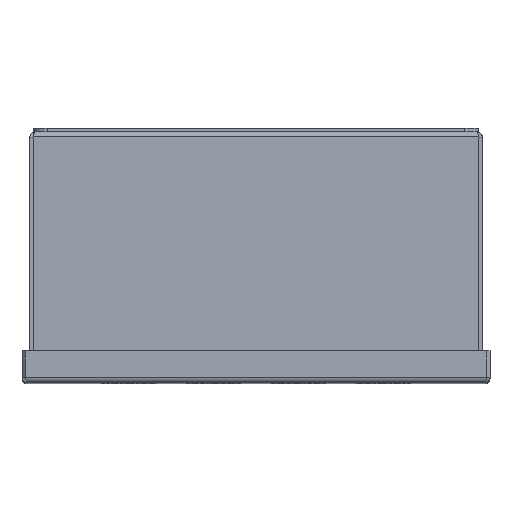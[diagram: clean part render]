
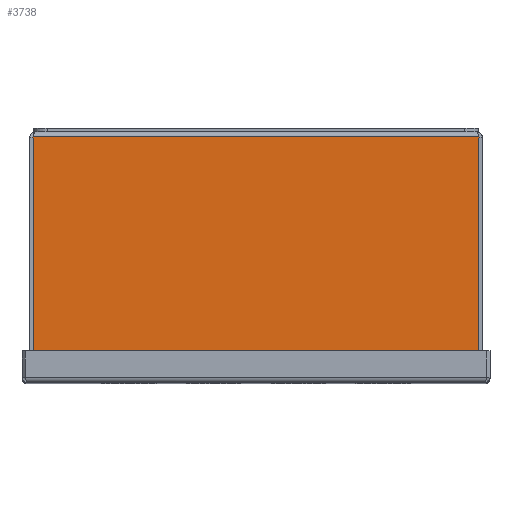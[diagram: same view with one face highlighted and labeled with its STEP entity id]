
A CAD part, top view. The second image highlights one B-rep face of the part: STEP entity #3738.
In plain terms, the highlighted planar face has unit normal (0, 0, 1).
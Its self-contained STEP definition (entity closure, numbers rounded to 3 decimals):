
#3738 = ADVANCED_FACE( '', ( #7987 ), #7988, .F. );
#7987 = FACE_OUTER_BOUND( '', #13260, .T. );
#7988 = PLANE( '', #13261 );
#13260 = EDGE_LOOP( '', ( #26101, #26102, #26103, #26104, #26105, #26106, #26107, #26108, #26109, #26110 ) );
#13261 = AXIS2_PLACEMENT_3D( '', #26111, #26112, #26113 );
#26101 = ORIENTED_EDGE( '', *, *, #36575, .F. );
#26102 = ORIENTED_EDGE( '', *, *, #35745, .T. );
#26103 = ORIENTED_EDGE( '', *, *, #36576, .T. );
#26104 = ORIENTED_EDGE( '', *, *, #36536, .F. );
#26105 = ORIENTED_EDGE( '', *, *, #33114, .T. );
#26106 = ORIENTED_EDGE( '', *, *, #35947, .T. );
#26107 = ORIENTED_EDGE( '', *, *, #35136, .T. );
#26108 = ORIENTED_EDGE( '', *, *, #36577, .F. );
#26109 = ORIENTED_EDGE( '', *, *, #34999, .F. );
#26110 = ORIENTED_EDGE( '', *, *, #36447, .T. );
#26111 = CARTESIAN_POINT( '', ( 698.348, 0., 131.763 ) );
#26112 = DIRECTION( '', ( 0., 0., -1. ) );
#26113 = DIRECTION( '', ( 0., 1., 0. ) );
#33114 = EDGE_CURVE( '', #38739, #38744, #38746, .T. );
#34999 = EDGE_CURVE( '', #41077, #41798, #41799, .T. );
#35136 = EDGE_CURVE( '', #42011, #42009, #42012, .T. );
#35745 = EDGE_CURVE( '', #42915, #42916, #42917, .T. );
#35947 = EDGE_CURVE( '', #38744, #42011, #43201, .T. );
#36447 = EDGE_CURVE( '', #41077, #42867, #43873, .T. );
#36536 = EDGE_CURVE( '', #38739, #43988, #43990, .T. );
#36575 = EDGE_CURVE( '', #42915, #42867, #44038, .T. );
#36576 = EDGE_CURVE( '', #42916, #43988, #44039, .T. );
#36577 = EDGE_CURVE( '', #41798, #42009, #44040, .T. );
#38739 = VERTEX_POINT( '', #47284 );
#38744 = VERTEX_POINT( '', #47299 );
#38746 = LINE( '', #47310, #47311 );
#41077 = VERTEX_POINT( '', #53845 );
#41798 = VERTEX_POINT( '', #55866 );
#41799 = LINE( '', #55867, #55868 );
#42009 = VERTEX_POINT( '', #56567 );
#42011 = VERTEX_POINT( '', #56570 );
#42012 = LINE( '', #56571, #56572 );
#42867 = VERTEX_POINT( '', #58637 );
#42915 = VERTEX_POINT( '', #58795 );
#42916 = VERTEX_POINT( '', #58796 );
#42917 = LINE( '', #58797, #58798 );
#43201 = LINE( '', #59510, #59511 );
#43873 = LINE( '', #61379, #61380 );
#43988 = VERTEX_POINT( '', #61745 );
#43990 = LINE( '', #61748, #61749 );
#44038 = LINE( '', #61896, #61897 );
#44039 = LINE( '', #61898, #61899 );
#44040 = LINE( '', #61900, #61901 );
#47284 = CARTESIAN_POINT( '', ( 100.073, -2.337, 131.763 ) );
#47299 = CARTESIAN_POINT( '', ( -100.073, -2.337, 131.763 ) );
#47310 = CARTESIAN_POINT( '', ( 698.348, -2.337, 131.763 ) );
#47311 = VECTOR( '', #66074, 1000. );
#53845 = CARTESIAN_POINT( '', ( -76.175, -105.613, 131.763 ) );
#55866 = CARTESIAN_POINT( '', ( -76.177, -105.613, 131.763 ) );
#55867 = CARTESIAN_POINT( '', ( -76.177, -105.613, 131.763 ) );
#55868 = VECTOR( '', #67071, 1000. );
#56567 = CARTESIAN_POINT( '', ( -76.177, -106.426, 131.763 ) );
#56570 = CARTESIAN_POINT( '', ( -100.073, -106.426, 131.763 ) );
#56571 = CARTESIAN_POINT( '', ( 698.348, -106.426, 131.763 ) );
#56572 = VECTOR( '', #67128, 1000. );
#58637 = CARTESIAN_POINT( '', ( 76.175, -105.613, 131.763 ) );
#58795 = CARTESIAN_POINT( '', ( 76.177, -105.613, 131.763 ) );
#58796 = CARTESIAN_POINT( '', ( 76.177, -106.426, 131.763 ) );
#58797 = CARTESIAN_POINT( '', ( 76.177, -107.95, 131.763 ) );
#58798 = VECTOR( '', #67418, 1000. );
#59510 = CARTESIAN_POINT( '', ( -100.073, -2.337, 131.763 ) );
#59511 = VECTOR( '', #67525, 1000. );
#61379 = CARTESIAN_POINT( '', ( -76.175, -105.613, 131.763 ) );
#61380 = VECTOR( '', #67747, 1000. );
#61745 = CARTESIAN_POINT( '', ( 100.073, -106.426, 131.763 ) );
#61748 = CARTESIAN_POINT( '', ( 100.073, -2.337, 131.763 ) );
#61749 = VECTOR( '', #67789, 1000. );
#61896 = CARTESIAN_POINT( '', ( -76.177, -105.613, 131.763 ) );
#61897 = VECTOR( '', #67802, 1000. );
#61898 = CARTESIAN_POINT( '', ( 698.348, -106.426, 131.763 ) );
#61899 = VECTOR( '', #67803, 1000. );
#61900 = CARTESIAN_POINT( '', ( -76.177, -107.95, 131.763 ) );
#61901 = VECTOR( '', #67804, 1000. );
#66074 = DIRECTION( '', ( -1., 0., 0. ) );
#67071 = DIRECTION( '', ( -1., 0., 0. ) );
#67128 = DIRECTION( '', ( 1., 0., 0. ) );
#67418 = DIRECTION( '', ( 0., -1., 0. ) );
#67525 = DIRECTION( '', ( 0., -1., 0. ) );
#67747 = DIRECTION( '', ( 1., 0., 0. ) );
#67789 = DIRECTION( '', ( 0., -1., 0. ) );
#67802 = DIRECTION( '', ( -1., 0., 0. ) );
#67803 = DIRECTION( '', ( 1., 0., 0. ) );
#67804 = DIRECTION( '', ( 0., -1., 0. ) );
